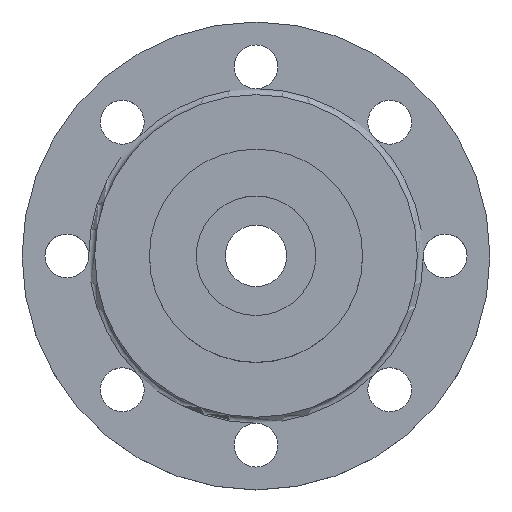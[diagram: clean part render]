
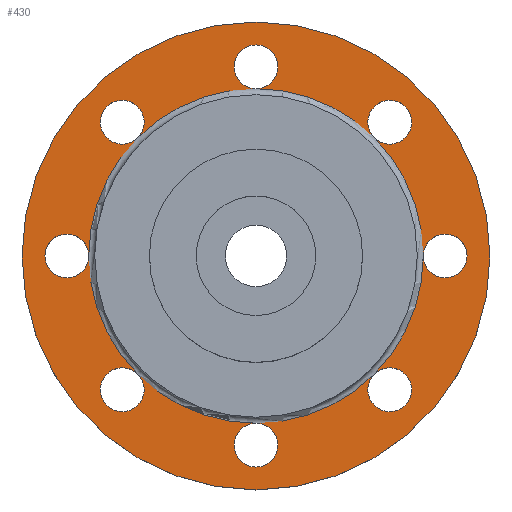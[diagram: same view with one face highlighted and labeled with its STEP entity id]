
A CAD part, top view. The second image highlights one B-rep face of the part: STEP entity #430.
In plain terms, the highlighted planar face has unit normal (0, 0, 1).
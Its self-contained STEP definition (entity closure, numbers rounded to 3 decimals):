
#18=FACE_BOUND('',#52,.T.);
#24=PLANE('',#468);
#31=FACE_OUTER_BOUND('',#51,.T.);
#51=EDGE_LOOP('',(#280));
#52=EDGE_LOOP('',(#281,#282,#283,#284,#285,#286,#287,#288,#289,#290,#291,
#292,#293,#294,#295,#296,#297,#298,#299,#300,#301,#302,#303,#304));
#102=CIRCLE('',#466,11.);
#103=CIRCLE('',#467,11.);
#104=CIRCLE('',#469,117.5);
#105=CIRCLE('',#470,84.);
#106=CIRCLE('',#471,84.);
#107=CIRCLE('',#472,11.);
#108=CIRCLE('',#473,11.);
#109=CIRCLE('',#474,84.);
#110=CIRCLE('',#475,11.);
#111=CIRCLE('',#476,11.);
#112=CIRCLE('',#477,84.);
#113=CIRCLE('',#478,11.);
#114=CIRCLE('',#479,11.);
#115=CIRCLE('',#480,84.);
#116=CIRCLE('',#481,11.);
#117=CIRCLE('',#482,11.);
#118=CIRCLE('',#483,84.);
#119=CIRCLE('',#484,11.);
#120=CIRCLE('',#485,11.);
#121=CIRCLE('',#486,84.);
#122=CIRCLE('',#487,11.);
#123=CIRCLE('',#488,11.);
#124=CIRCLE('',#489,84.);
#125=CIRCLE('',#490,11.);
#126=CIRCLE('',#491,11.);
#162=VERTEX_POINT('',#723);
#163=VERTEX_POINT('',#725);
#164=VERTEX_POINT('',#729);
#165=VERTEX_POINT('',#731);
#166=VERTEX_POINT('',#733);
#167=VERTEX_POINT('',#735);
#168=VERTEX_POINT('',#738);
#169=VERTEX_POINT('',#740);
#170=VERTEX_POINT('',#743);
#171=VERTEX_POINT('',#745);
#172=VERTEX_POINT('',#748);
#173=VERTEX_POINT('',#750);
#174=VERTEX_POINT('',#753);
#175=VERTEX_POINT('',#755);
#176=VERTEX_POINT('',#758);
#177=VERTEX_POINT('',#760);
#178=VERTEX_POINT('',#764);
#205=EDGE_CURVE('',#163,#162,#102,.T.);
#206=EDGE_CURVE('',#162,#163,#103,.T.);
#207=EDGE_CURVE('',#164,#164,#104,.T.);
#208=EDGE_CURVE('',#165,#163,#105,.T.);
#209=EDGE_CURVE('',#163,#166,#106,.T.);
#210=EDGE_CURVE('',#166,#167,#107,.T.);
#211=EDGE_CURVE('',#167,#166,#108,.T.);
#212=EDGE_CURVE('',#166,#168,#109,.T.);
#213=EDGE_CURVE('',#168,#169,#110,.T.);
#214=EDGE_CURVE('',#169,#168,#111,.T.);
#215=EDGE_CURVE('',#168,#170,#112,.T.);
#216=EDGE_CURVE('',#170,#171,#113,.T.);
#217=EDGE_CURVE('',#171,#170,#114,.T.);
#218=EDGE_CURVE('',#170,#172,#115,.T.);
#219=EDGE_CURVE('',#172,#173,#116,.T.);
#220=EDGE_CURVE('',#173,#172,#117,.T.);
#221=EDGE_CURVE('',#172,#174,#118,.T.);
#222=EDGE_CURVE('',#174,#175,#119,.T.);
#223=EDGE_CURVE('',#175,#174,#120,.T.);
#224=EDGE_CURVE('',#174,#176,#121,.T.);
#225=EDGE_CURVE('',#176,#177,#122,.T.);
#226=EDGE_CURVE('',#177,#176,#123,.T.);
#227=EDGE_CURVE('',#176,#165,#124,.T.);
#228=EDGE_CURVE('',#165,#178,#125,.T.);
#229=EDGE_CURVE('',#178,#165,#126,.T.);
#280=ORIENTED_EDGE('',*,*,#207,.F.);
#281=ORIENTED_EDGE('',*,*,#208,.T.);
#282=ORIENTED_EDGE('',*,*,#205,.T.);
#283=ORIENTED_EDGE('',*,*,#206,.T.);
#284=ORIENTED_EDGE('',*,*,#209,.T.);
#285=ORIENTED_EDGE('',*,*,#210,.T.);
#286=ORIENTED_EDGE('',*,*,#211,.T.);
#287=ORIENTED_EDGE('',*,*,#212,.T.);
#288=ORIENTED_EDGE('',*,*,#213,.T.);
#289=ORIENTED_EDGE('',*,*,#214,.T.);
#290=ORIENTED_EDGE('',*,*,#215,.T.);
#291=ORIENTED_EDGE('',*,*,#216,.T.);
#292=ORIENTED_EDGE('',*,*,#217,.T.);
#293=ORIENTED_EDGE('',*,*,#218,.T.);
#294=ORIENTED_EDGE('',*,*,#219,.T.);
#295=ORIENTED_EDGE('',*,*,#220,.T.);
#296=ORIENTED_EDGE('',*,*,#221,.T.);
#297=ORIENTED_EDGE('',*,*,#222,.T.);
#298=ORIENTED_EDGE('',*,*,#223,.T.);
#299=ORIENTED_EDGE('',*,*,#224,.T.);
#300=ORIENTED_EDGE('',*,*,#225,.T.);
#301=ORIENTED_EDGE('',*,*,#226,.T.);
#302=ORIENTED_EDGE('',*,*,#227,.T.);
#303=ORIENTED_EDGE('',*,*,#228,.T.);
#304=ORIENTED_EDGE('',*,*,#229,.T.);
#430=ADVANCED_FACE('',(#31,#18),#24,.T.);
#466=AXIS2_PLACEMENT_3D('',#726,#552,#553);
#467=AXIS2_PLACEMENT_3D('',#727,#554,#555);
#468=AXIS2_PLACEMENT_3D('',#728,#556,#557);
#469=AXIS2_PLACEMENT_3D('',#730,#558,#559);
#470=AXIS2_PLACEMENT_3D('',#732,#560,#561);
#471=AXIS2_PLACEMENT_3D('',#734,#562,#563);
#472=AXIS2_PLACEMENT_3D('',#736,#564,#565);
#473=AXIS2_PLACEMENT_3D('',#737,#566,#567);
#474=AXIS2_PLACEMENT_3D('',#739,#568,#569);
#475=AXIS2_PLACEMENT_3D('',#741,#570,#571);
#476=AXIS2_PLACEMENT_3D('',#742,#572,#573);
#477=AXIS2_PLACEMENT_3D('',#744,#574,#575);
#478=AXIS2_PLACEMENT_3D('',#746,#576,#577);
#479=AXIS2_PLACEMENT_3D('',#747,#578,#579);
#480=AXIS2_PLACEMENT_3D('',#749,#580,#581);
#481=AXIS2_PLACEMENT_3D('',#751,#582,#583);
#482=AXIS2_PLACEMENT_3D('',#752,#584,#585);
#483=AXIS2_PLACEMENT_3D('',#754,#586,#587);
#484=AXIS2_PLACEMENT_3D('',#756,#588,#589);
#485=AXIS2_PLACEMENT_3D('',#757,#590,#591);
#486=AXIS2_PLACEMENT_3D('',#759,#592,#593);
#487=AXIS2_PLACEMENT_3D('',#761,#594,#595);
#488=AXIS2_PLACEMENT_3D('',#762,#596,#597);
#489=AXIS2_PLACEMENT_3D('',#763,#598,#599);
#490=AXIS2_PLACEMENT_3D('',#765,#600,#601);
#491=AXIS2_PLACEMENT_3D('',#766,#602,#603);
#552=DIRECTION('center_axis',(0.,0.,-1.));
#553=DIRECTION('ref_axis',(-0.707,0.707,0.));
#554=DIRECTION('center_axis',(0.,0.,-1.));
#555=DIRECTION('ref_axis',(-0.707,0.707,0.));
#556=DIRECTION('center_axis',(0.,0.,1.));
#557=DIRECTION('ref_axis',(1.,0.,0.));
#558=DIRECTION('center_axis',(0.,0.,-1.));
#559=DIRECTION('ref_axis',(1.,0.,0.));
#560=DIRECTION('center_axis',(0.,0.,-1.));
#561=DIRECTION('ref_axis',(1.,0.,0.));
#562=DIRECTION('center_axis',(0.,0.,-1.));
#563=DIRECTION('ref_axis',(1.,0.,0.));
#564=DIRECTION('center_axis',(0.,0.,-1.));
#565=DIRECTION('ref_axis',(0.,1.,0.));
#566=DIRECTION('center_axis',(0.,0.,-1.));
#567=DIRECTION('ref_axis',(0.,1.,0.));
#568=DIRECTION('center_axis',(0.,0.,-1.));
#569=DIRECTION('ref_axis',(1.,0.,0.));
#570=DIRECTION('center_axis',(0.,0.,-1.));
#571=DIRECTION('ref_axis',(0.707,0.707,0.));
#572=DIRECTION('center_axis',(0.,0.,-1.));
#573=DIRECTION('ref_axis',(0.707,0.707,0.));
#574=DIRECTION('center_axis',(0.,0.,-1.));
#575=DIRECTION('ref_axis',(1.,0.,0.));
#576=DIRECTION('center_axis',(0.,0.,-1.));
#577=DIRECTION('ref_axis',(1.,0.,0.));
#578=DIRECTION('center_axis',(0.,0.,-1.));
#579=DIRECTION('ref_axis',(1.,0.,0.));
#580=DIRECTION('center_axis',(0.,0.,-1.));
#581=DIRECTION('ref_axis',(1.,0.,0.));
#582=DIRECTION('center_axis',(0.,0.,-1.));
#583=DIRECTION('ref_axis',(0.707,-0.707,0.));
#584=DIRECTION('center_axis',(0.,0.,-1.));
#585=DIRECTION('ref_axis',(0.707,-0.707,0.));
#586=DIRECTION('center_axis',(0.,0.,-1.));
#587=DIRECTION('ref_axis',(1.,0.,0.));
#588=DIRECTION('center_axis',(0.,0.,-1.));
#589=DIRECTION('ref_axis',(0.,-1.,0.));
#590=DIRECTION('center_axis',(0.,0.,-1.));
#591=DIRECTION('ref_axis',(0.,-1.,0.));
#592=DIRECTION('center_axis',(0.,0.,-1.));
#593=DIRECTION('ref_axis',(1.,0.,0.));
#594=DIRECTION('center_axis',(0.,0.,-1.));
#595=DIRECTION('ref_axis',(-0.707,-0.707,0.));
#596=DIRECTION('center_axis',(0.,0.,-1.));
#597=DIRECTION('ref_axis',(-0.707,-0.707,0.));
#598=DIRECTION('center_axis',(0.,0.,-1.));
#599=DIRECTION('ref_axis',(1.,0.,0.));
#600=DIRECTION('center_axis',(0.,0.,-1.));
#601=DIRECTION('ref_axis',(-1.,0.,0.));
#602=DIRECTION('center_axis',(0.,0.,-1.));
#603=DIRECTION('ref_axis',(-1.,0.,0.));
#723=CARTESIAN_POINT('',(74.953,59.397,-59.447));
#725=CARTESIAN_POINT('',(59.397,59.397,-59.447));
#726=CARTESIAN_POINT('Origin',(67.175,67.175,-59.447));
#727=CARTESIAN_POINT('Origin',(67.175,67.175,-59.447));
#728=CARTESIAN_POINT('Origin',(0.,117.5,-59.447));
#729=CARTESIAN_POINT('',(0.,-117.5,-59.447));
#730=CARTESIAN_POINT('Origin',(0.,0.,-59.447));
#731=CARTESIAN_POINT('',(0.,84.,-59.447));
#732=CARTESIAN_POINT('Origin',(0.,0.,-59.447));
#733=CARTESIAN_POINT('',(84.,0.,-59.447));
#734=CARTESIAN_POINT('Origin',(0.,0.,-59.447));
#735=CARTESIAN_POINT('',(95.,-11.,-59.447));
#736=CARTESIAN_POINT('Origin',(95.,0.,-59.447));
#737=CARTESIAN_POINT('Origin',(95.,0.,-59.447));
#738=CARTESIAN_POINT('',(59.397,-59.397,-59.447));
#739=CARTESIAN_POINT('Origin',(0.,0.,-59.447));
#740=CARTESIAN_POINT('',(59.397,-74.953,-59.447));
#741=CARTESIAN_POINT('Origin',(67.175,-67.175,-59.447));
#742=CARTESIAN_POINT('Origin',(67.175,-67.175,-59.447));
#743=CARTESIAN_POINT('',(0.,-84.,-59.447));
#744=CARTESIAN_POINT('Origin',(0.,0.,-59.447));
#745=CARTESIAN_POINT('',(-11.,-95.,-59.447));
#746=CARTESIAN_POINT('Origin',(0.,-95.,-59.447));
#747=CARTESIAN_POINT('Origin',(0.,-95.,-59.447));
#748=CARTESIAN_POINT('',(-59.397,-59.397,-59.447));
#749=CARTESIAN_POINT('Origin',(0.,0.,-59.447));
#750=CARTESIAN_POINT('',(-74.953,-59.397,-59.447));
#751=CARTESIAN_POINT('Origin',(-67.175,-67.175,-59.447));
#752=CARTESIAN_POINT('Origin',(-67.175,-67.175,-59.447));
#753=CARTESIAN_POINT('',(-84.,0.,-59.447));
#754=CARTESIAN_POINT('Origin',(0.,0.,-59.447));
#755=CARTESIAN_POINT('',(-95.,11.,-59.447));
#756=CARTESIAN_POINT('Origin',(-95.,0.,-59.447));
#757=CARTESIAN_POINT('Origin',(-95.,0.,-59.447));
#758=CARTESIAN_POINT('',(-59.397,59.397,-59.447));
#759=CARTESIAN_POINT('Origin',(0.,0.,-59.447));
#760=CARTESIAN_POINT('',(-59.397,74.953,-59.447));
#761=CARTESIAN_POINT('Origin',(-67.175,67.175,-59.447));
#762=CARTESIAN_POINT('Origin',(-67.175,67.175,-59.447));
#763=CARTESIAN_POINT('Origin',(0.,0.,-59.447));
#764=CARTESIAN_POINT('',(11.,95.,-59.447));
#765=CARTESIAN_POINT('Origin',(0.,95.,-59.447));
#766=CARTESIAN_POINT('Origin',(0.,95.,-59.447));
